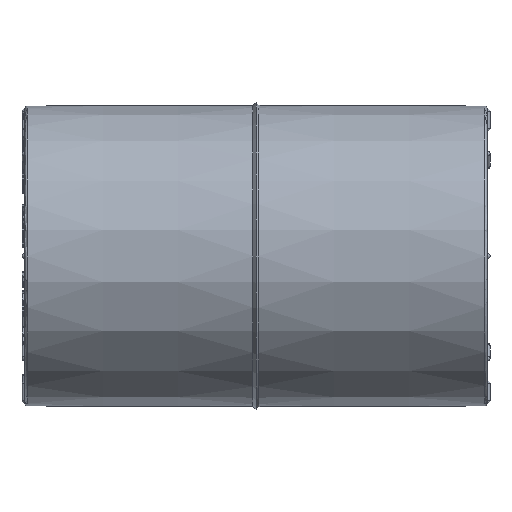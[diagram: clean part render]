
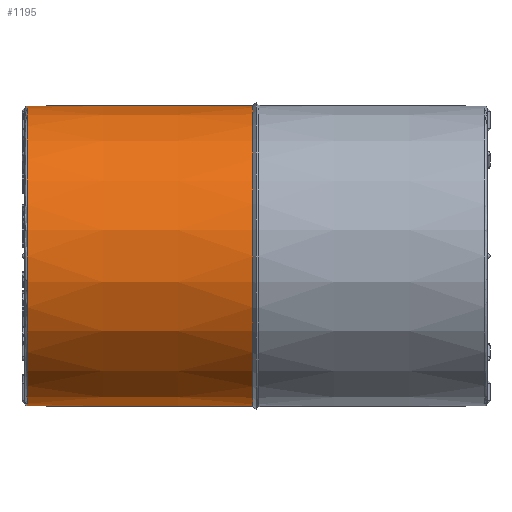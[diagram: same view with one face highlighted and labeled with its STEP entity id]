
A CAD part, left-side view. The second image highlights one B-rep face of the part: STEP entity #1195.
In plain terms, the highlighted conical face has half-angle 0.166 degrees and reference radius 12.55 mm.
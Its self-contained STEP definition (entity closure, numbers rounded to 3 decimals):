
#111=CONICAL_SURFACE('',#20151,12.55,0.166);
#1195=ADVANCED_FACE('',(#5520,#5521),#111,.T.);
#3386=CIRCLE('',#20148,12.55);
#3387=CIRCLE('',#20150,12.496);
#5520=FACE_BOUND('',#5609,.T.);
#5521=FACE_BOUND('',#5610,.T.);
#5609=EDGE_LOOP('',(#7583));
#5610=EDGE_LOOP('',(#7584));
#7583=ORIENTED_EDGE('',*,*,#15859,.T.);
#7584=ORIENTED_EDGE('',*,*,#15858,.F.);
#13765=VERTEX_POINT('',#29754);
#13766=VERTEX_POINT('',#29757);
#15858=EDGE_CURVE('',#13765,#13765,#3386,.T.);
#15859=EDGE_CURVE('',#13766,#13766,#3387,.T.);
#20148=AXIS2_PLACEMENT_3D('',#29753,#21532,#21533);
#20150=AXIS2_PLACEMENT_3D('',#29756,#21536,#21537);
#20151=AXIS2_PLACEMENT_3D('',#29758,#21538,#21539);
#21532=DIRECTION('',(0.,-1.,0.));
#21533=DIRECTION('',(0.,0.,-1.));
#21536=DIRECTION('',(0.,-1.,0.));
#21537=DIRECTION('',(0.,0.,-1.));
#21538=DIRECTION('',(0.,-1.,0.));
#21539=DIRECTION('',(0.,0.,-1.));
#29753=CARTESIAN_POINT('',(9305.209,2616.382,0.));
#29754=CARTESIAN_POINT('',(9305.209,2616.382,-12.55));
#29756=CARTESIAN_POINT('',(9305.209,2635.183,0.));
#29757=CARTESIAN_POINT('',(9305.209,2635.183,-12.496));
#29758=CARTESIAN_POINT('',(9305.209,2616.382,0.));
